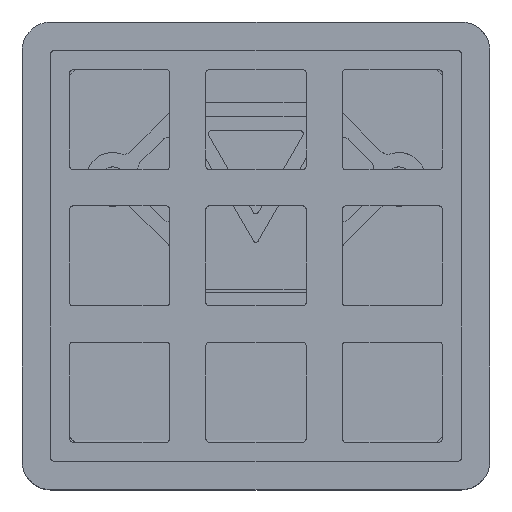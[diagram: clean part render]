
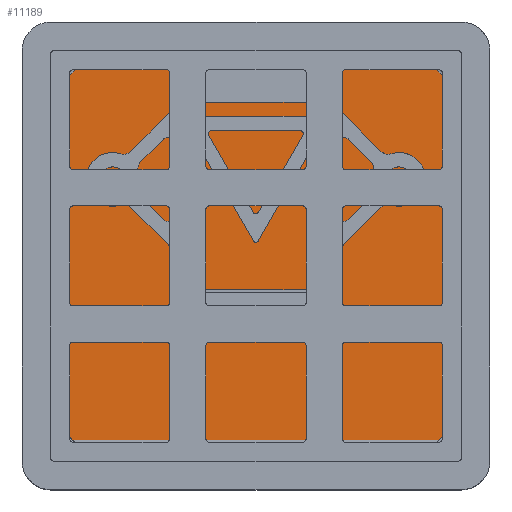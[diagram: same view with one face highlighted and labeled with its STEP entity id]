
A CAD part, top view. The second image highlights one B-rep face of the part: STEP entity #11189.
In plain terms, the highlighted planar face has unit normal (0, 0, 1).
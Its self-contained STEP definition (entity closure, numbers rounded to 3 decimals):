
#248=FACE_BOUND('',#1819,.T.);
#249=FACE_BOUND('',#1820,.T.);
#509=PLANE('',#12355);
#1110=FACE_OUTER_BOUND('',#1818,.T.);
#1818=EDGE_LOOP('',(#10097,#10098,#10099,#10100,#10101,#10102,#10103,#10104,
#10105,#10106,#10107,#10108,#10109,#10110,#10111,#10112));
#1819=EDGE_LOOP('',(#10113));
#1820=EDGE_LOOP('',(#10114));
#2812=LINE('',#19377,#3777);
#2817=LINE('',#19388,#3782);
#2819=LINE('',#19391,#3784);
#2820=LINE('',#19394,#3785);
#2824=LINE('',#19482,#3789);
#2861=LINE('',#20131,#3826);
#2864=LINE('',#20149,#3829);
#2867=LINE('',#20156,#3832);
#2869=LINE('',#20162,#3834);
#2871=LINE('',#20168,#3836);
#3777=VECTOR('',#15261,10.);
#3782=VECTOR('',#15270,10.);
#3784=VECTOR('',#15274,10.);
#3785=VECTOR('',#15277,10.);
#3789=VECTOR('',#15281,10.);
#3826=VECTOR('',#15474,10.);
#3829=VECTOR('',#15499,10.);
#3832=VECTOR('',#15510,10.);
#3834=VECTOR('',#15520,10.);
#3836=VECTOR('',#15530,10.);
#4280=CIRCLE('',#12194,1.2);
#4283=CIRCLE('',#12199,1.2);
#4335=CIRCLE('',#12295,0.8);
#4337=CIRCLE('',#12298,0.8);
#4353=CIRCLE('',#12324,4.6);
#4355=CIRCLE('',#12328,4.6);
#4357=CIRCLE('',#12332,4.6);
#4359=CIRCLE('',#12336,4.6);
#5272=VERTEX_POINT('',#19304);
#5275=VERTEX_POINT('',#19314);
#5293=VERTEX_POINT('',#19371);
#5295=VERTEX_POINT('',#19375);
#5298=VERTEX_POINT('',#19385);
#5299=VERTEX_POINT('',#19387);
#5300=VERTEX_POINT('',#19393);
#5305=VERTEX_POINT('',#19480);
#5345=VERTEX_POINT('',#19652);
#5348=VERTEX_POINT('',#19699);
#5354=VERTEX_POINT('',#19748);
#5357=VERTEX_POINT('',#19800);
#5360=VERTEX_POINT('',#19852);
#5363=VERTEX_POINT('',#19904);
#5366=VERTEX_POINT('',#19956);
#5369=VERTEX_POINT('',#20008);
#5372=VERTEX_POINT('',#20060);
#5375=VERTEX_POINT('',#20112);
#6787=EDGE_CURVE('',#5272,#5272,#4280,.T.);
#6792=EDGE_CURVE('',#5275,#5275,#4283,.T.);
#6820=EDGE_CURVE('',#5293,#5295,#2812,.T.);
#6825=EDGE_CURVE('',#5298,#5299,#2817,.T.);
#6827=EDGE_CURVE('',#5295,#5299,#2819,.T.);
#6828=EDGE_CURVE('',#5300,#5293,#2820,.T.);
#6834=EDGE_CURVE('',#5298,#5305,#2824,.T.);
#6903=EDGE_CURVE('',#5305,#5345,#4335,.T.);
#6910=EDGE_CURVE('',#5300,#5348,#4337,.F.);
#6939=EDGE_CURVE('',#5348,#5375,#2861,.F.);
#6948=EDGE_CURVE('',#5354,#5345,#2864,.T.);
#6951=EDGE_CURVE('',#5375,#5372,#4353,.T.);
#6953=EDGE_CURVE('',#5372,#5369,#2867,.T.);
#6955=EDGE_CURVE('',#5369,#5366,#4355,.T.);
#6957=EDGE_CURVE('',#5366,#5363,#2869,.T.);
#6959=EDGE_CURVE('',#5363,#5360,#4357,.T.);
#6961=EDGE_CURVE('',#5360,#5357,#2871,.T.);
#6963=EDGE_CURVE('',#5357,#5354,#4359,.T.);
#10097=ORIENTED_EDGE('',*,*,#6939,.F.);
#10098=ORIENTED_EDGE('',*,*,#6910,.F.);
#10099=ORIENTED_EDGE('',*,*,#6828,.T.);
#10100=ORIENTED_EDGE('',*,*,#6820,.T.);
#10101=ORIENTED_EDGE('',*,*,#6827,.T.);
#10102=ORIENTED_EDGE('',*,*,#6825,.F.);
#10103=ORIENTED_EDGE('',*,*,#6834,.T.);
#10104=ORIENTED_EDGE('',*,*,#6903,.T.);
#10105=ORIENTED_EDGE('',*,*,#6948,.F.);
#10106=ORIENTED_EDGE('',*,*,#6963,.F.);
#10107=ORIENTED_EDGE('',*,*,#6961,.F.);
#10108=ORIENTED_EDGE('',*,*,#6959,.F.);
#10109=ORIENTED_EDGE('',*,*,#6957,.F.);
#10110=ORIENTED_EDGE('',*,*,#6955,.F.);
#10111=ORIENTED_EDGE('',*,*,#6953,.F.);
#10112=ORIENTED_EDGE('',*,*,#6951,.F.);
#10113=ORIENTED_EDGE('',*,*,#6787,.T.);
#10114=ORIENTED_EDGE('',*,*,#6792,.T.);
#11189=ADVANCED_FACE('',(#1110,#248,#249),#509,.T.);
#12194=AXIS2_PLACEMENT_3D('',#19306,#15178,#15179);
#12199=AXIS2_PLACEMENT_3D('',#19316,#15190,#15191);
#12295=AXIS2_PLACEMENT_3D('',#19653,#15438,#15439);
#12298=AXIS2_PLACEMENT_3D('',#19706,#15446,#15447);
#12324=AXIS2_PLACEMENT_3D('',#20153,#15505,#15506);
#12328=AXIS2_PLACEMENT_3D('',#20159,#15515,#15516);
#12332=AXIS2_PLACEMENT_3D('',#20165,#15525,#15526);
#12336=AXIS2_PLACEMENT_3D('',#20171,#15535,#15536);
#12355=AXIS2_PLACEMENT_3D('',#20229,#15594,#15595);
#15178=DIRECTION('center_axis',(0.,0.,
-1.));
#15179=DIRECTION('ref_axis',(-1.,0.,0.));
#15190=DIRECTION('center_axis',(0.,0.,
-1.));
#15191=DIRECTION('ref_axis',(-1.,0.,0.));
#15261=DIRECTION('',(0.,1.,0.));
#15270=DIRECTION('',(0.,1.,0.));
#15274=DIRECTION('',(-1.,0.,0.));
#15277=DIRECTION('',(-1.,0.,0.));
#15281=DIRECTION('',(-1.,0.,0.));
#15438=DIRECTION('center_axis',(0.,0.,
-1.));
#15439=DIRECTION('ref_axis',(0.,1.,0.));
#15446=DIRECTION('center_axis',(0.,0.,
-1.));
#15447=DIRECTION('ref_axis',(0.,1.,0.));
#15474=DIRECTION('',(-1.,0.,0.));
#15499=DIRECTION('',(1.,0.,0.));
#15505=DIRECTION('center_axis',(0.,0.,
1.));
#15506=DIRECTION('ref_axis',(-0.707,-0.707,0.));
#15510=DIRECTION('',(0.,-1.,0.));
#15515=DIRECTION('center_axis',(0.,0.,
1.));
#15516=DIRECTION('ref_axis',(-0.707,0.707,0.));
#15520=DIRECTION('',(-1.,0.,0.));
#15525=DIRECTION('center_axis',(0.,0.,
1.));
#15526=DIRECTION('ref_axis',(0.707,0.707,0.));
#15530=DIRECTION('',(0.,1.,0.));
#15535=DIRECTION('center_axis',(0.,0.,
1.));
#15536=DIRECTION('ref_axis',(0.707,-0.707,0.));
#15594=DIRECTION('center_axis',(0.,0.,
1.));
#15595=DIRECTION('ref_axis',(1.,0.,0.));
#19304=CARTESIAN_POINT('',(9.775,-17.875,-13.56));
#19306=CARTESIAN_POINT('Origin',(8.575,-17.875,-13.56));
#19314=CARTESIAN_POINT('',(49.775,-17.875,-13.56));
#19316=CARTESIAN_POINT('Origin',(48.575,-17.875,-13.56));
#19371=CARTESIAN_POINT('',(37.575,-1.275,-13.56));
#19375=CARTESIAN_POINT('',(37.575,0.225,-13.56));
#19377=CARTESIAN_POINT('',(37.575,-1.275,-13.56));
#19385=CARTESIAN_POINT('',(19.575,-1.275,-13.56));
#19387=CARTESIAN_POINT('',(19.575,0.225,-13.56));
#19388=CARTESIAN_POINT('',(19.575,-1.275,-13.56));
#19391=CARTESIAN_POINT('',(19.575,0.225,-13.56));
#19393=CARTESIAN_POINT('',(39.788,-1.275,-13.56));
#19394=CARTESIAN_POINT('',(28.575,-1.275,-13.56));
#19480=CARTESIAN_POINT('',(17.362,-1.275,-13.56));
#19482=CARTESIAN_POINT('',(28.575,-1.275,-13.56));
#19652=CARTESIAN_POINT('',(16.588,-0.675,-13.56));
#19653=CARTESIAN_POINT('Origin',(17.362,-0.475,-13.56));
#19699=CARTESIAN_POINT('',(40.562,-0.675,-13.56));
#19706=CARTESIAN_POINT('Origin',(39.788,-0.475,-13.56));
#19748=CARTESIAN_POINT('',(4.165,-0.675,-13.56));
#19800=CARTESIAN_POINT('',(0.675,-4.165,-13.56));
#19852=CARTESIAN_POINT('',(0.675,-52.985,-13.56));
#19904=CARTESIAN_POINT('',(4.165,-56.475,-13.56));
#19956=CARTESIAN_POINT('',(52.985,-56.475,-13.56));
#20008=CARTESIAN_POINT('',(56.475,-52.985,-13.56));
#20060=CARTESIAN_POINT('',(56.475,-4.165,-13.56));
#20112=CARTESIAN_POINT('',(52.985,-0.675,-13.56));
#20131=CARTESIAN_POINT('',(41.128,-0.675,-13.56));
#20149=CARTESIAN_POINT('',(41.128,-0.675,-13.56));
#20153=CARTESIAN_POINT('Origin',(57.475,0.325,-13.56));
#20156=CARTESIAN_POINT('',(56.475,-41.128,-13.56));
#20159=CARTESIAN_POINT('Origin',(57.475,-57.475,-13.56));
#20162=CARTESIAN_POINT('',(16.022,-56.475,-13.56));
#20165=CARTESIAN_POINT('Origin',(-0.325,-57.475,-13.56));
#20168=CARTESIAN_POINT('',(0.675,-16.022,-13.56));
#20171=CARTESIAN_POINT('Origin',(-0.325,0.325,-13.56));
#20229=CARTESIAN_POINT('Origin',(28.575,-28.575,-13.56));
